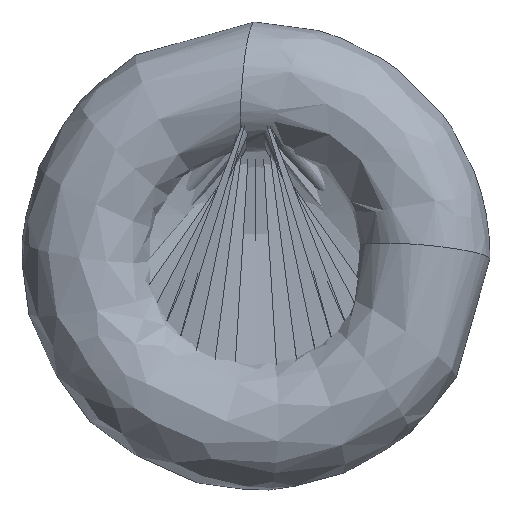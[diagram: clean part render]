
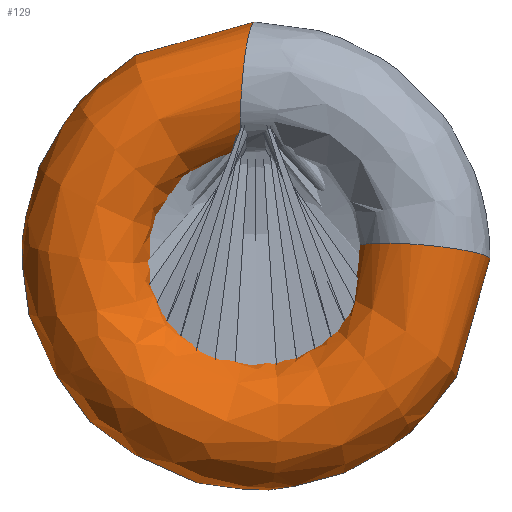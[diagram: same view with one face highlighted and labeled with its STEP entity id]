
A CAD part, left-side view. The second image highlights one B-rep face of the part: STEP entity #129.
In plain terms, the highlighted free-form (B-spline) face has degree [3, 3] with [7, 7] control points.
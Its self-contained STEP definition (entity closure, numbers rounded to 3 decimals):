
#129=ADVANCED_FACE('',(#142,#143),#140,.F.);
#140=(
BOUNDED_SURFACE()
B_SPLINE_SURFACE(3,3,((#296,#297,#298,#299,#300,#301,#302),(#303,#304,#305,
#306,#307,#308,#309),(#310,#311,#312,#313,#314,#315,#316),(#317,#318,#319,
#320,#321,#322,#323),(#324,#325,#326,#327,#328,#329,#330),(#331,#332,#333,
#334,#335,#336,#337),(#338,#339,#340,#341,#342,#343,#344)),
 .UNSPECIFIED.,.T.,.F.,.F.)
B_SPLINE_SURFACE_WITH_KNOTS((1,3,3,3,1),(4,3,4),(-0.5,0.,0.5,1.,1.5),(0.,
0.5,1.),.UNSPECIFIED.)
GEOMETRIC_REPRESENTATION_ITEM()
RATIONAL_B_SPLINE_SURFACE(((1.,0.591,0.591,1.,0.591,
0.591,1.),(0.333,0.197,0.197,
0.333,0.197,0.197,0.333),
(0.333,0.197,0.197,0.333,
0.197,0.197,0.333),(1.,0.591,
0.591,1.,0.591,0.591,1.),(0.333,
0.197,0.197,0.333,0.197,
0.197,0.333),(0.333,0.197,
0.197,0.333,0.197,0.197,
0.333),(1.,0.591,0.591,1.,0.591,
0.591,1.)))
REPRESENTATION_ITEM('')
SURFACE()
);
#142=FACE_BOUND('',#162,.T.);
#143=FACE_BOUND('',#163,.T.);
#162=EDGE_LOOP('',(#182));
#163=EDGE_LOOP('',(#183));
#182=ORIENTED_EDGE('',*,*,#213,.T.);
#183=ORIENTED_EDGE('',*,*,#214,.F.);
#202=VERTEX_POINT('',#293);
#203=VERTEX_POINT('',#295);
#213=EDGE_CURVE('',#202,#202,#223,.T.);
#214=EDGE_CURVE('',#203,#203,#224,.T.);
#223=CIRCLE('',#234,6.);
#224=CIRCLE('',#235,6.);
#234=AXIS2_PLACEMENT_3D('',#292,#254,#255);
#235=AXIS2_PLACEMENT_3D('',#294,#256,#257);
#254=DIRECTION('',(0.122,0.99,0.069));
#255=DIRECTION('',(0.992,-0.122,0.002));
#256=DIRECTION('',(0.122,-0.087,0.989));
#257=DIRECTION('',(0.992,0.,-0.122));
#292=CARTESIAN_POINT('',(5.955,0.539,15.014));
#293=CARTESIAN_POINT('',(11.91,-0.195,15.027));
#294=CARTESIAN_POINT('',(5.955,-15.021,0.272));
#295=CARTESIAN_POINT('',(11.91,-15.021,-0.462));
#296=CARTESIAN_POINT('',(11.91,-15.021,-0.462));
#297=CARTESIAN_POINT('',(11.91,-14.54,-16.083));
#298=CARTESIAN_POINT('',(11.91,0.05,-21.681));
#299=CARTESIAN_POINT('',(11.91,10.857,-10.391));
#300=CARTESIAN_POINT('',(11.91,21.663,0.898));
#301=CARTESIAN_POINT('',(11.91,15.431,15.23));
#302=CARTESIAN_POINT('',(11.91,-0.195,15.027));
#303=CARTESIAN_POINT('',(12.037,-3.066,0.568));
#304=CARTESIAN_POINT('',(12.037,-3.657,-2.621));
#305=CARTESIAN_POINT('',(12.037,-0.945,-4.398));
#306=CARTESIAN_POINT('',(12.037,1.744,-2.585));
#307=CARTESIAN_POINT('',(12.037,4.432,-0.772));
#308=CARTESIAN_POINT('',(12.037,3.8,2.408));
#309=CARTESIAN_POINT('',(12.037,0.622,3.056));
#310=CARTESIAN_POINT('',(0.127,-3.066,2.036));
#311=CARTESIAN_POINT('',(0.127,-5.183,-1.153));
#312=CARTESIAN_POINT('',(0.127,-3.062,-4.338));
#313=CARTESIAN_POINT('',(0.127,0.696,-3.614));
#314=CARTESIAN_POINT('',(0.127,4.455,-2.89));
#315=CARTESIAN_POINT('',(0.127,5.24,0.856));
#316=CARTESIAN_POINT('',(0.127,2.09,3.029));
#317=CARTESIAN_POINT('',(0.,-15.021,1.006));
#318=CARTESIAN_POINT('',(0.,-16.067,-14.615));
#319=CARTESIAN_POINT('',(0.,-2.066,-21.621));
#320=CARTESIAN_POINT('',(0.,9.809,-11.42));
#321=CARTESIAN_POINT('',(0.,21.685,-1.219));
#322=CARTESIAN_POINT('',(0.,16.872,13.678));
#323=CARTESIAN_POINT('',(0.,1.272,15.001));
#324=CARTESIAN_POINT('',(-0.127,-26.976,-0.025));
#325=CARTESIAN_POINT('',(-0.127,-26.95,-28.077));
#326=CARTESIAN_POINT('',(-0.127,-1.071,-38.904));
#327=CARTESIAN_POINT('',(-0.127,18.922,-19.226));
#328=CARTESIAN_POINT('',(-0.127,38.916,0.451));
#329=CARTESIAN_POINT('',(-0.127,28.503,26.499));
#330=CARTESIAN_POINT('',(-0.127,0.455,26.972));
#331=CARTESIAN_POINT('',(11.783,-26.976,-1.493));
#332=CARTESIAN_POINT('',(11.783,-25.424,-29.545));
#333=CARTESIAN_POINT('',(11.783,1.046,-38.964));
#334=CARTESIAN_POINT('',(11.783,19.97,-18.198));
#335=CARTESIAN_POINT('',(11.783,38.893,2.569));
#336=CARTESIAN_POINT('',(11.783,27.063,28.052));
#337=CARTESIAN_POINT('',(11.783,-1.013,26.998));
#338=CARTESIAN_POINT('',(11.91,-15.021,-0.462));
#339=CARTESIAN_POINT('',(11.91,-14.54,-16.083));
#340=CARTESIAN_POINT('',(11.91,0.05,-21.681));
#341=CARTESIAN_POINT('',(11.91,10.857,-10.391));
#342=CARTESIAN_POINT('',(11.91,21.663,0.898));
#343=CARTESIAN_POINT('',(11.91,15.431,15.23));
#344=CARTESIAN_POINT('',(11.91,-0.195,15.027));
